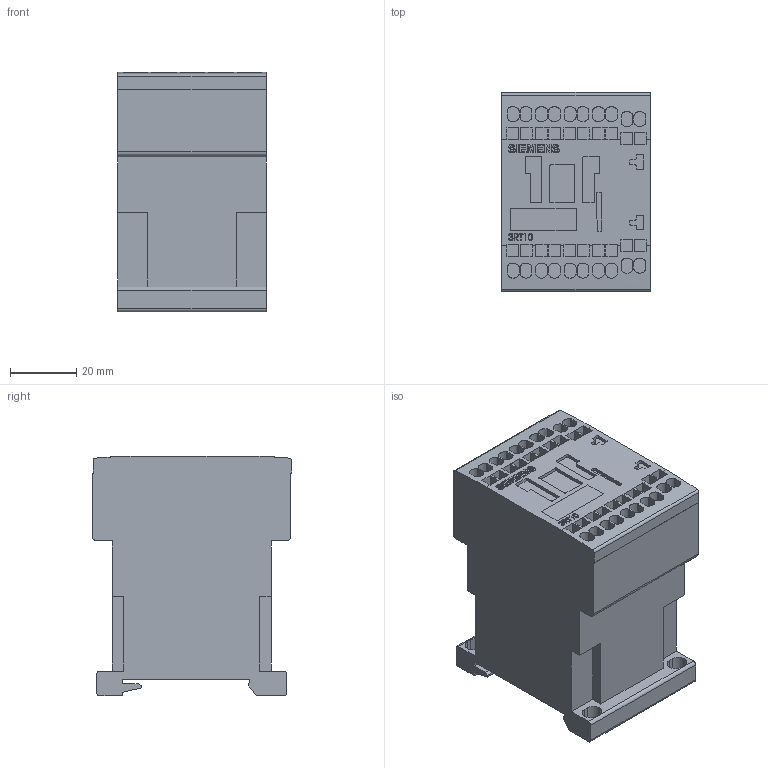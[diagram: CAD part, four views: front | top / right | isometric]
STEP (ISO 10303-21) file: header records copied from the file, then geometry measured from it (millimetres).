
FILE_DESCRIPTION (( 'STEP AP214' ), '1' );
FILE_NAME ('z_5061002_00_000_.STEP', '2006-01-24T13:37:51', ( 'CAT' ), ( 'Siemens AG' ), 'SwSTEP 2.0', 'SolidWorks 2005313', '' );
FILE_SCHEMA (( 'AUTOMOTIVE_DESIGN' ));
Length unit declared in the file: centimetre
Products named in the file (1): z_5061002_00_000_
Bounding box: 44.8 x 60.23 x 72.42 mm (x, y, z)
Volume: 154792.2 mm3; surface area: 27294.7 mm2
Topology: 2 solids, 2 shells, 605 faces, 1683 edges, 1122 vertices
Faces by surface type: plane 359, cylinder 128, bspline 118
Entity records: 30403 total; most frequent: CARTESIAN_POINT 13045, ORIENTED_EDGE 3366, DIRECTION 2619, EDGE_CURVE 1683, VERTEX_POINT 1122, VECTOR 1111, LINE 1111, AXIS2_PLACEMENT_3D 754
